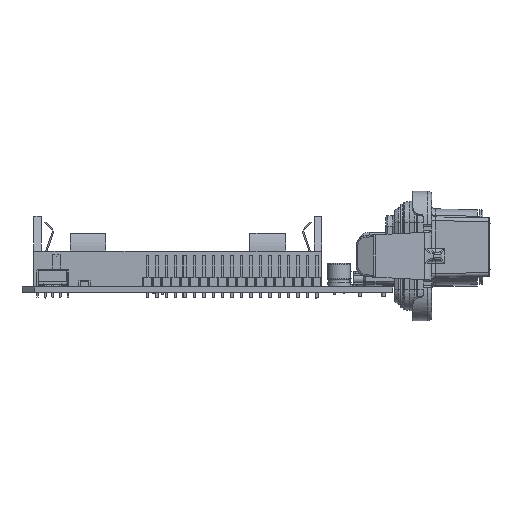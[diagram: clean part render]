
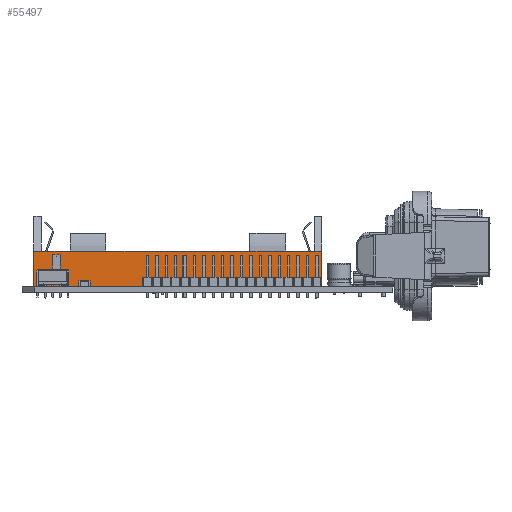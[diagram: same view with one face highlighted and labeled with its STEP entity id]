
A CAD part, left-side view. The second image highlights one B-rep face of the part: STEP entity #55497.
In plain terms, the highlighted face is planar.
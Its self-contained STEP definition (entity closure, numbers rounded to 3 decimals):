
#54892 = VERTEX_POINT('',#54893);
#54893 = CARTESIAN_POINT('',(-3.17,-10.45,9.6));
#54899 = EDGE_CURVE('',#54892,#54900,#54902,.T.);
#54900 = VERTEX_POINT('',#54901);
#54901 = CARTESIAN_POINT('',(6.6,-10.45,9.6));
#54902 = LINE('',#54903,#54904);
#54903 = CARTESIAN_POINT('',(-3.17,-10.45,9.6));
#54904 = VECTOR('',#54905,1.);
#54905 = DIRECTION('',(1.,0.,0.));
#54924 = VERTEX_POINT('',#54925);
#54925 = CARTESIAN_POINT('',(16.255,-10.45,9.6));
#54931 = EDGE_CURVE('',#54924,#54932,#54934,.T.);
#54932 = VERTEX_POINT('',#54933);
#54933 = CARTESIAN_POINT('',(55.105,-10.45,9.6));
#54934 = LINE('',#54935,#54936);
#54935 = CARTESIAN_POINT('',(-3.17,-10.45,9.6));
#54936 = VECTOR('',#54937,1.);
#54937 = DIRECTION('',(1.,0.,0.));
#54956 = VERTEX_POINT('',#54957);
#54957 = CARTESIAN_POINT('',(64.76,-10.45,9.6));
#54963 = EDGE_CURVE('',#54956,#54964,#54966,.T.);
#54964 = VERTEX_POINT('',#54965);
#54965 = CARTESIAN_POINT('',(74.53,-10.45,9.6));
#54966 = LINE('',#54967,#54968);
#54967 = CARTESIAN_POINT('',(-3.17,-10.45,9.6));
#54968 = VECTOR('',#54969,1.);
#54969 = DIRECTION('',(1.,0.,0.));
#55469 = VERTEX_POINT('',#55470);
#55470 = CARTESIAN_POINT('',(-3.17,-10.45,0.1));
#55476 = EDGE_CURVE('',#55469,#54892,#55477,.T.);
#55477 = LINE('',#55478,#55479);
#55478 = CARTESIAN_POINT('',(-3.17,-10.45,0.1));
#55479 = VECTOR('',#55480,1.);
#55480 = DIRECTION('',(0.,0.,1.));
#55497 = ADVANCED_FACE('',(#55498),#55530,.F.);
#55498 = FACE_BOUND('',#55499,.F.);
#55499 = EDGE_LOOP('',(#55500,#55508,#55509,#55510,#55516,#55517,#55523,
    #55524));
#55500 = ORIENTED_EDGE('',*,*,#55501,.F.);
#55501 = EDGE_CURVE('',#55469,#55502,#55504,.T.);
#55502 = VERTEX_POINT('',#55503);
#55503 = CARTESIAN_POINT('',(74.53,-10.45,0.1));
#55504 = LINE('',#55505,#55506);
#55505 = CARTESIAN_POINT('',(-3.17,-10.45,0.1));
#55506 = VECTOR('',#55507,1.);
#55507 = DIRECTION('',(1.,0.,0.));
#55508 = ORIENTED_EDGE('',*,*,#55476,.T.);
#55509 = ORIENTED_EDGE('',*,*,#54899,.T.);
#55510 = ORIENTED_EDGE('',*,*,#55511,.T.);
#55511 = EDGE_CURVE('',#54900,#54924,#55512,.T.);
#55512 = LINE('',#55513,#55514);
#55513 = CARTESIAN_POINT('',(-3.17,-10.45,9.6));
#55514 = VECTOR('',#55515,1.);
#55515 = DIRECTION('',(1.,0.,0.));
#55516 = ORIENTED_EDGE('',*,*,#54931,.T.);
#55517 = ORIENTED_EDGE('',*,*,#55518,.T.);
#55518 = EDGE_CURVE('',#54932,#54956,#55519,.T.);
#55519 = LINE('',#55520,#55521);
#55520 = CARTESIAN_POINT('',(-3.17,-10.45,9.6));
#55521 = VECTOR('',#55522,1.);
#55522 = DIRECTION('',(1.,0.,0.));
#55523 = ORIENTED_EDGE('',*,*,#54963,.T.);
#55524 = ORIENTED_EDGE('',*,*,#55525,.F.);
#55525 = EDGE_CURVE('',#55502,#54964,#55526,.T.);
#55526 = LINE('',#55527,#55528);
#55527 = CARTESIAN_POINT('',(74.53,-10.45,0.1));
#55528 = VECTOR('',#55529,1.);
#55529 = DIRECTION('',(0.,0.,1.));
#55530 = PLANE('',#55531);
#55531 = AXIS2_PLACEMENT_3D('',#55532,#55533,#55534);
#55532 = CARTESIAN_POINT('',(-3.17,-10.45,0.1));
#55533 = DIRECTION('',(0.,1.,0.));
#55534 = DIRECTION('',(1.,0.,0.));
